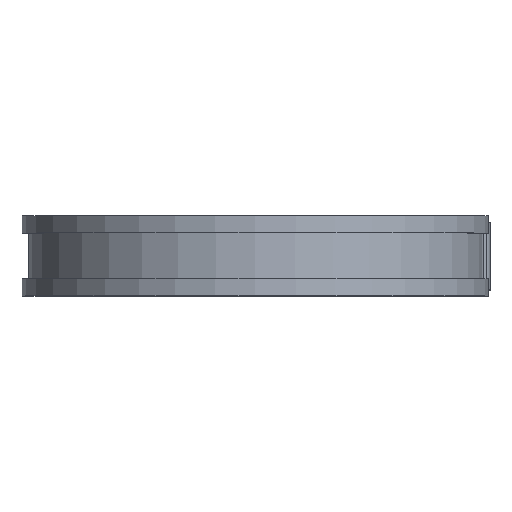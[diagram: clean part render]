
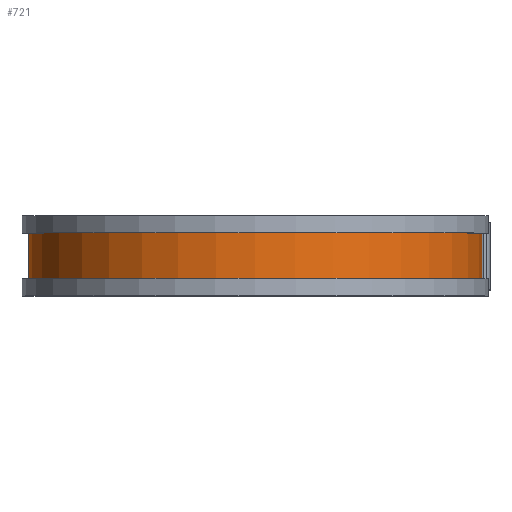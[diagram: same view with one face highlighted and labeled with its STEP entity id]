
A CAD part, top view. The second image highlights one B-rep face of the part: STEP entity #721.
In plain terms, the highlighted cylindrical face has radius 53.543 mm (diameter 107.086 mm), a partial arc.
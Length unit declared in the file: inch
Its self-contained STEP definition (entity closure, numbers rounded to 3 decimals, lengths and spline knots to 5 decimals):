
#19 = DIRECTION ( 'NONE',  ( 0., 0., -1. ) ) ;
#66 = VERTEX_POINT ( 'NONE', #398 ) ;
#83 = CARTESIAN_POINT ( 'NONE',  ( 0., -0.2125, -2.108 ) ) ;
#102 = EDGE_CURVE ( 'NONE', #640, #1557, #658, .T. ) ;
#165 = VECTOR ( 'NONE', #1236, 39.37008 ) ;
#173 = DIRECTION ( 'NONE',  ( 0., -1., 0. ) ) ;
#180 = DIRECTION ( 'NONE',  ( 0., -1., 0. ) ) ;
#193 = CARTESIAN_POINT ( 'NONE',  ( 0., 0.3125, -2.108 ) ) ;
#195 = LINE ( 'NONE', #1402, #165 ) ;
#229 = EDGE_CURVE ( 'NONE', #66, #1557, #579, .T. ) ;
#236 = EDGE_CURVE ( 'NONE', #1135, #640, #581, .T. ) ;
#268 = EDGE_LOOP ( 'NONE', ( #974, #361, #1429, #1533 ) ) ;
#307 = CYLINDRICAL_SURFACE ( 'NONE', #1519, 2.108 ) ;
#322 = FACE_OUTER_BOUND ( 'NONE', #268, .T. ) ;
#361 = ORIENTED_EDGE ( 'NONE', *, *, #236, .T. ) ;
#398 = CARTESIAN_POINT ( 'NONE',  ( 2.108, -0.2125, 0. ) ) ;
#579 = CIRCLE ( 'NONE', #1240, 2.108 ) ;
#581 = CIRCLE ( 'NONE', #1093, 2.108 ) ;
#640 = VERTEX_POINT ( 'NONE', #1299 ) ;
#654 = VECTOR ( 'NONE', #173, 39.37008 ) ;
#658 = LINE ( 'NONE', #193, #654 ) ;
#721 = ADVANCED_FACE ( 'NONE', ( #322 ), #307, .T. ) ;
#940 = CARTESIAN_POINT ( 'NONE',  ( 2.108, 0.2125, 0. ) ) ;
#974 = ORIENTED_EDGE ( 'NONE', *, *, #1636, .F. ) ;
#1093 = AXIS2_PLACEMENT_3D ( 'NONE', #1536, #1515, #1512 ) ;
#1135 = VERTEX_POINT ( 'NONE', #940 ) ;
#1236 = DIRECTION ( 'NONE',  ( 0., -1., 0. ) ) ;
#1240 = AXIS2_PLACEMENT_3D ( 'NONE', #1559, #180, #19 ) ;
#1299 = CARTESIAN_POINT ( 'NONE',  ( 0., 0.2125, -2.108 ) ) ;
#1318 = DIRECTION ( 'NONE',  ( 0., -1., 0. ) ) ;
#1375 = DIRECTION ( 'NONE',  ( 0., 0., -1. ) ) ;
#1391 = CARTESIAN_POINT ( 'NONE',  ( 0., 0.3125, 0. ) ) ;
#1402 = CARTESIAN_POINT ( 'NONE',  ( 2.108, 0.3125, 0. ) ) ;
#1429 = ORIENTED_EDGE ( 'NONE', *, *, #102, .T. ) ;
#1512 = DIRECTION ( 'NONE',  ( 0., 0., -1. ) ) ;
#1515 = DIRECTION ( 'NONE',  ( 0., -1., 0. ) ) ;
#1519 = AXIS2_PLACEMENT_3D ( 'NONE', #1391, #1318, #1375 ) ;
#1533 = ORIENTED_EDGE ( 'NONE', *, *, #229, .F. ) ;
#1536 = CARTESIAN_POINT ( 'NONE',  ( 0., 0.2125, 0. ) ) ;
#1557 = VERTEX_POINT ( 'NONE', #83 ) ;
#1559 = CARTESIAN_POINT ( 'NONE',  ( 0., -0.2125, 0. ) ) ;
#1636 = EDGE_CURVE ( 'NONE', #1135, #66, #195, .T. ) ;
